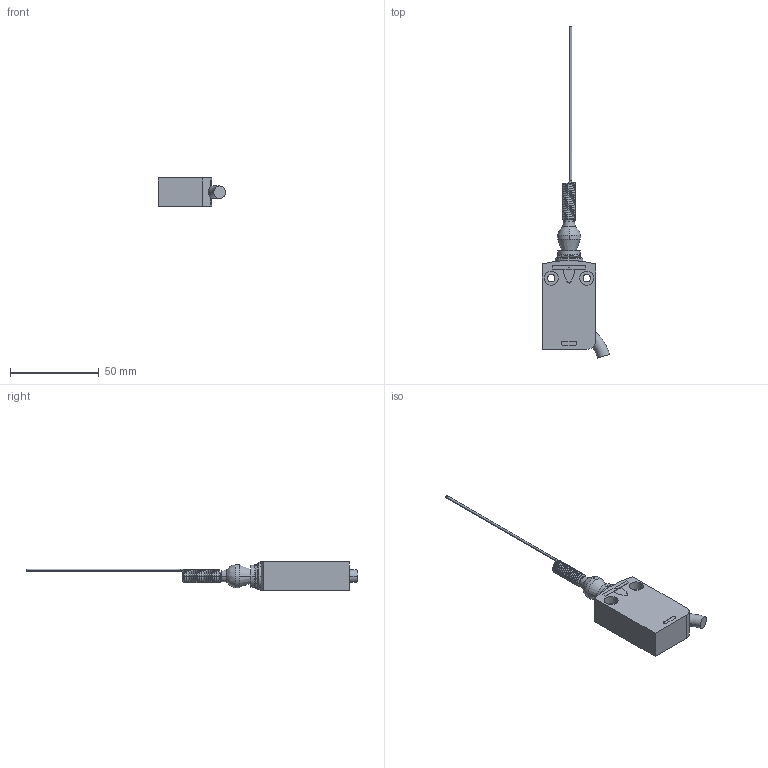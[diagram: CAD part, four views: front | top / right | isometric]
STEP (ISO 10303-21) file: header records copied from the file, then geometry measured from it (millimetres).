
FILE_DESCRIPTION(('STEP AP242'),'1');
FILE_NAME('switch_xcmd2106l1.stp','2019-07-23T09:48:19',('TraceParts'),('TraceParts S.A.'),'Spatial InterOp 3D',' ',' ');
FILE_SCHEMA(('AP242_MANAGED_MODEL_BASED_3D_ENGINEERING_MIM_LF {1 0 10303 442 1 1 4}'));
Length unit declared in the file: millimetre
Products named in the file (1): switch_xcmd2106l1
Bounding box: 37.88 x 186.94 x 16.2 mm (x, y, z)
Volume: 25527.6 mm3; surface area: 8658.1 mm2
Topology: 1 solids, 1 shells, 242 faces, 558 edges, 324 vertices
Faces by surface type: torus 147, plane 55, cylinder 30, cone 6, bspline 4
Entity records: 7893 total; most frequent: CARTESIAN_POINT 2400, DIRECTION 1243, ORIENTED_EDGE 1114, EDGE_CURVE 557, AXIS2_PLACEMENT_3D 554, VERTEX_POINT 324, CIRCLE 315, EDGE_LOOP 255
